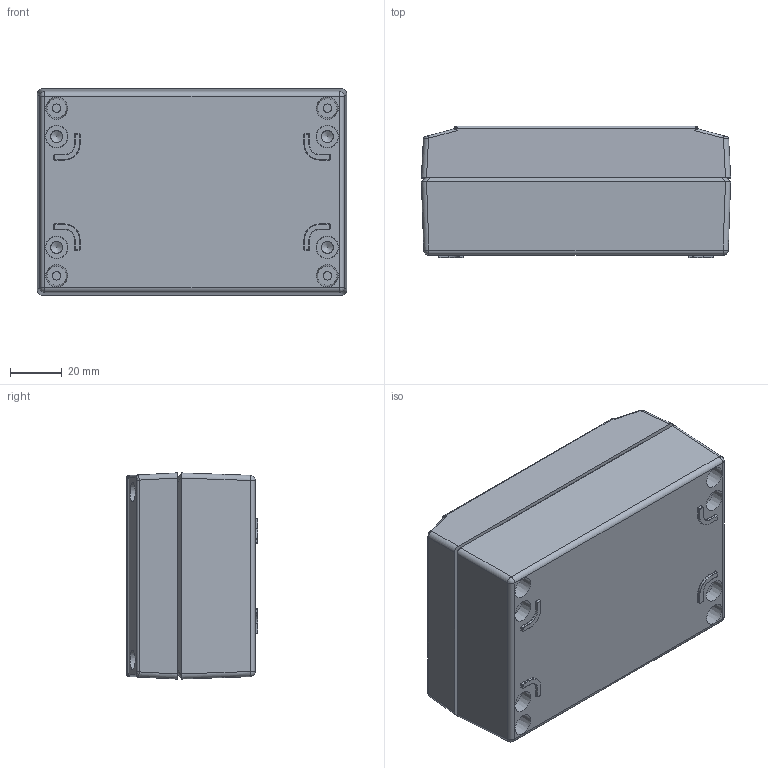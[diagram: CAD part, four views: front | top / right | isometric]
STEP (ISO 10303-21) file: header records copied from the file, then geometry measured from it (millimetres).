
FILE_DESCRIPTION (( 'STEP AP214' ), '1' );
FILE_NAME ('04081205.STEP', '2017-05-09T11:16:00', ( 'admin' ), ( 'Hewlett-Packard Company' ), 'SwSTEP 2.0', 'SolidWorks 2015', '' );
FILE_SCHEMA (( 'AUTOMOTIVE_DESIGN' ));
Length unit declared in the file: millimetre
Products named in the file (6): 83106_geschl.; 82003; 93132; 02174; 01179_Bearbeitung; 04081205
Assembly tree (11 placements, depth 2):
  04081205
    01179_Bearbeitung
    02174
    93132  x4
    82003
    83106_geschl.  x4
Bounding box: 120 x 51 x 80 mm (x, y, z)
Volume: 162367.6 mm3; surface area: 83005.3 mm2
Topology: 11 solids, 11 shells, 972 faces, 2318 edges, 1372 vertices
Faces by surface type: plane 316, cylinder 269, bspline 181, cone 118, torus 68, sphere 20
Full cylindrical faces by diameter (mm): 3 x1, 3.3 x8, 3.52 x4, 4 x4, 10 x2
Entity records: 29169 total; most frequent: CARTESIAN_POINT 10627, ORIENTED_EDGE 3906, DIRECTION 3601, EDGE_CURVE 1953, AXIS2_PLACEMENT_3D 1376, VERTEX_POINT 1198, EDGE_LOOP 1023, FACE_OUTER_BOUND 895
